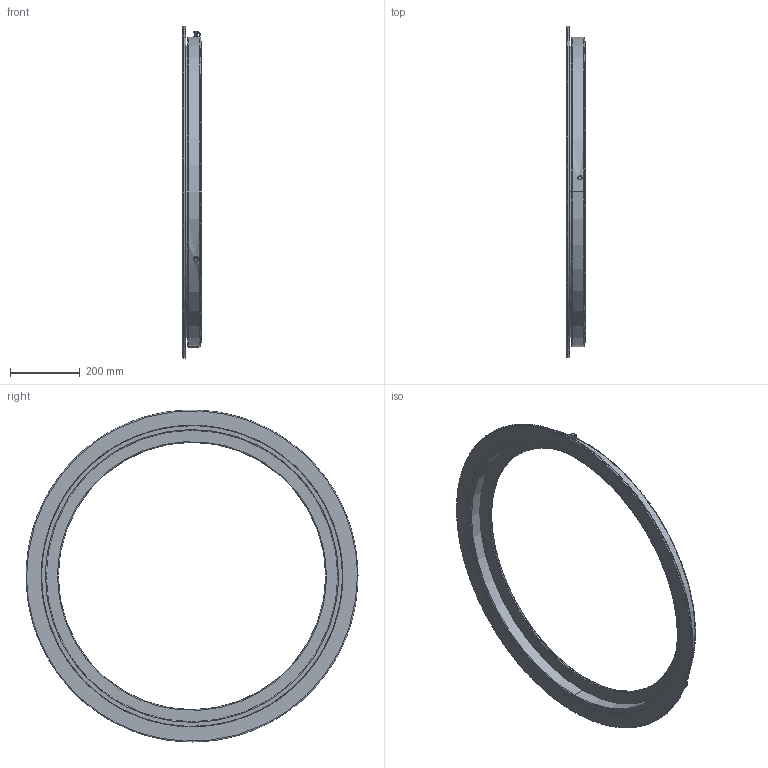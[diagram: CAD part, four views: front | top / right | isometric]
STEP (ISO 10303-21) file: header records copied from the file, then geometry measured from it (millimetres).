
FILE_DESCRIPTION (( 'STEP AP214' ), '1' );
FILE_NAME ('0014720_950N.STEP', '2016-04-18T06:40:29', ( '' ), ( '' ), 'SwSTEP 2.0', 'SolidWorks 2016', '' );
FILE_SCHEMA (( 'AUTOMOTIVE_DESIGN' ));
Length unit declared in the file: millimetre
Products named in the file (1): 0014720_950N
Bounding box: 52.2 x 950 x 950 mm (x, y, z)
Surface area: 800521.1 mm2 (no closed solid volume)
Topology: 0 solids, 27 shells, 132 faces, 1512 edges, 1402 vertices
Faces by surface type: cylinder 50, plane 42, bspline 30, cone 6, torus 4
Entity records: 18653 total; most frequent: CARTESIAN_POINT 8439, ORIENTED_EDGE 1744, EDGE_CURVE 1512, VERTEX_POINT 1402, DIRECTION 1296, B_SPLINE_CURVE_WITH_KNOTS 590, AXIS2_PLACEMENT_3D 461, VECTOR 374
